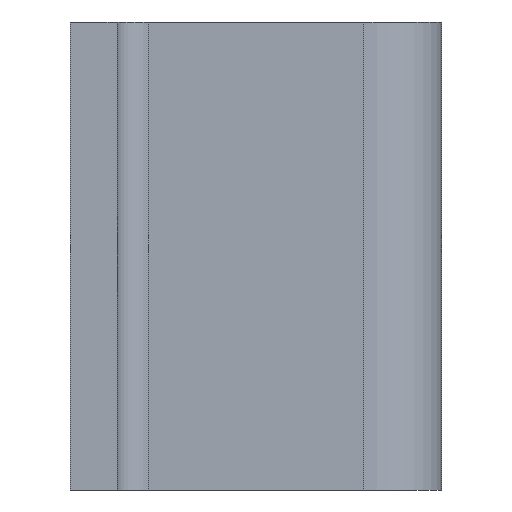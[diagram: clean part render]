
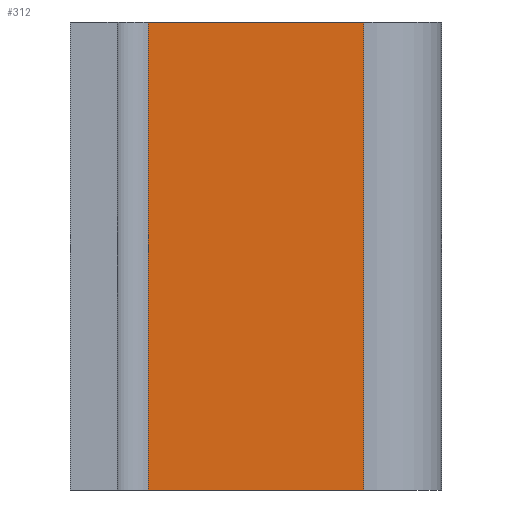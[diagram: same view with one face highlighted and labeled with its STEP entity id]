
A CAD part, left-side view. The second image highlights one B-rep face of the part: STEP entity #312.
In plain terms, the highlighted planar face has unit normal (-1, 0, 0).
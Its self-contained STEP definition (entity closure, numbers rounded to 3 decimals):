
#27 = LINE ( 'NONE', #887, #366 ) ;
#53 = LINE ( 'NONE', #585, #981 ) ;
#58 = DIRECTION ( 'NONE',  ( 0., 1., 0. ) ) ;
#61 = VERTEX_POINT ( 'NONE', #547 ) ;
#85 = VERTEX_POINT ( 'NONE', #809 ) ;
#181 = ORIENTED_EDGE ( 'NONE', *, *, #691, .T. ) ;
#263 = VECTOR ( 'NONE', #334, 1000. ) ;
#312 = ADVANCED_FACE ( 'NONE', ( #1086 ), #488, .F. ) ;
#313 = AXIS2_PLACEMENT_3D ( 'NONE', #584, #829, #58 ) ;
#314 = CARTESIAN_POINT ( 'NONE',  ( -217.5, 188., 300. ) ) ;
#334 = DIRECTION ( 'NONE',  ( 0., 0., -1. ) ) ;
#366 = VECTOR ( 'NONE', #367, 1000. ) ;
#367 = DIRECTION ( 'NONE',  ( 0., -1., 0. ) ) ;
#400 = DIRECTION ( 'NONE',  ( 0., -1., 0. ) ) ;
#420 = DIRECTION ( 'NONE',  ( 0., 0., -1. ) ) ;
#431 = VECTOR ( 'NONE', #420, 1000. ) ;
#453 = ORIENTED_EDGE ( 'NONE', *, *, #1035, .F. ) ;
#488 = PLANE ( 'NONE',  #313 ) ;
#489 = ORIENTED_EDGE ( 'NONE', *, *, #1028, .T. ) ;
#522 = CARTESIAN_POINT ( 'NONE',  ( -217.5, 50., 300. ) ) ;
#547 = CARTESIAN_POINT ( 'NONE',  ( -217.5, 188., 0. ) ) ;
#567 = CARTESIAN_POINT ( 'NONE',  ( -217.5, 188., 300. ) ) ;
#584 = CARTESIAN_POINT ( 'NONE',  ( -217.5, 50., 300. ) ) ;
#585 = CARTESIAN_POINT ( 'NONE',  ( -217.5, 50., 0. ) ) ;
#610 = EDGE_LOOP ( 'NONE', ( #181, #453, #687, #489 ) ) ;
#639 = VERTEX_POINT ( 'NONE', #567 ) ;
#687 = ORIENTED_EDGE ( 'NONE', *, *, #778, .F. ) ;
#691 = EDGE_CURVE ( 'NONE', #61, #85, #53, .T. ) ;
#757 = CARTESIAN_POINT ( 'NONE',  ( -217.5, 50., 300. ) ) ;
#778 = EDGE_CURVE ( 'NONE', #639, #897, #27, .T. ) ;
#809 = CARTESIAN_POINT ( 'NONE',  ( -217.5, 50., 0. ) ) ;
#829 = DIRECTION ( 'NONE',  ( 1., 0., 0. ) ) ;
#887 = CARTESIAN_POINT ( 'NONE',  ( -217.5, 50., 300. ) ) ;
#897 = VERTEX_POINT ( 'NONE', #757 ) ;
#981 = VECTOR ( 'NONE', #400, 1000. ) ;
#996 = LINE ( 'NONE', #314, #431 ) ;
#1028 = EDGE_CURVE ( 'NONE', #639, #61, #996, .T. ) ;
#1033 = LINE ( 'NONE', #522, #263 ) ;
#1035 = EDGE_CURVE ( 'NONE', #897, #85, #1033, .T. ) ;
#1086 = FACE_OUTER_BOUND ( 'NONE', #610, .T. ) ;
